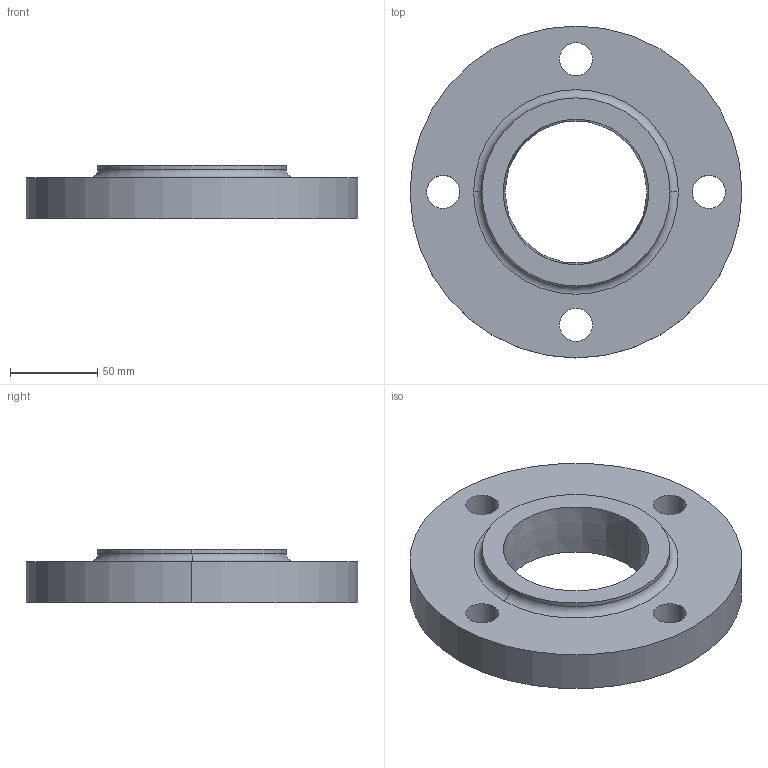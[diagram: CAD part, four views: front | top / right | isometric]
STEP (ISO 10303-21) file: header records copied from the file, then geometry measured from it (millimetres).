
FILE_DESCRIPTION (( 'STEP AP214' ), '1' );
FILE_NAME ('31030000.STEP', '2021-09-29T18:30:04', ( '' ), ( '' ), 'SwSTEP 2.0', 'SolidWorks 2021', '' );
FILE_SCHEMA (( 'AUTOMOTIVE_DESIGN' ));
Length unit declared in the file: inch
Products named in the file (1): 31030000
Bounding box: 190.5 x 190.5 x 30.96 mm (x, y, z)
Volume: 552737 mm3; surface area: 73737.4 mm2
Topology: 1 solids, 1 shells, 19 faces, 46 edges, 30 vertices
Faces by surface type: cylinder 12, plane 3, cone 2, torus 2
Entity records: 636 total; most frequent: DIRECTION 118, CARTESIAN_POINT 96, ORIENTED_EDGE 92, AXIS2_PLACEMENT_3D 52, EDGE_CURVE 46, CIRCLE 32, EDGE_LOOP 30, VERTEX_POINT 30
